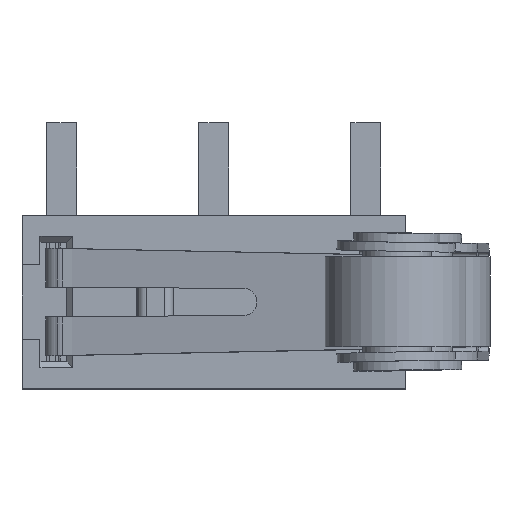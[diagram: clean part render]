
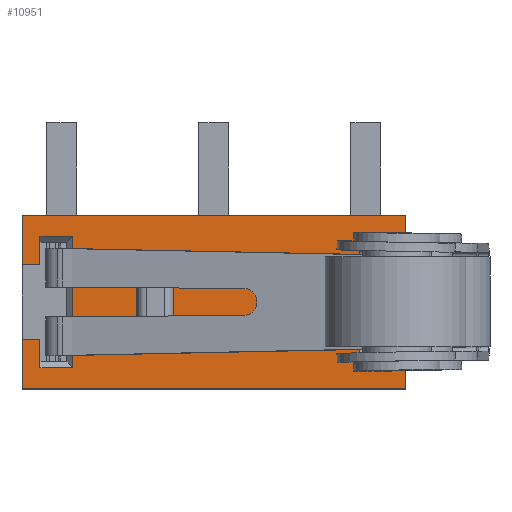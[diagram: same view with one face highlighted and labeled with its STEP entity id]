
A CAD part, top view. The second image highlights one B-rep face of the part: STEP entity #10951.
In plain terms, the highlighted planar face has unit normal (0, 0, 1).
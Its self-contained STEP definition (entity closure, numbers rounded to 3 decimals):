
#2242=ORIENTED_EDGE('',*,*,#4964,.T.);
#2243=ORIENTED_EDGE('',*,*,#4965,.T.);
#2244=ORIENTED_EDGE('',*,*,#4966,.T.);
#2245=ORIENTED_EDGE('',*,*,#4967,.T.);
#2246=ORIENTED_EDGE('',*,*,#4793,.T.);
#2247=ORIENTED_EDGE('',*,*,#4968,.T.);
#2248=ORIENTED_EDGE('',*,*,#4666,.T.);
#2249=ORIENTED_EDGE('',*,*,#4969,.T.);
#2250=ORIENTED_EDGE('',*,*,#4970,.T.);
#2251=ORIENTED_EDGE('',*,*,#4971,.T.);
#2252=ORIENTED_EDGE('',*,*,#4972,.T.);
#2253=ORIENTED_EDGE('',*,*,#4973,.T.);
#2254=ORIENTED_EDGE('',*,*,#4974,.T.);
#2255=ORIENTED_EDGE('',*,*,#4975,.T.);
#2256=ORIENTED_EDGE('',*,*,#4976,.T.);
#2257=ORIENTED_EDGE('',*,*,#4977,.T.);
#4666=EDGE_CURVE('',#6114,#6113,#7225,.T.);
#4793=EDGE_CURVE('',#6241,#6240,#7238,.T.);
#4964=EDGE_CURVE('',#6411,#6412,#7308,.T.);
#4965=EDGE_CURVE('',#6412,#6413,#7309,.T.);
#4966=EDGE_CURVE('',#6413,#6414,#7310,.T.);
#4967=EDGE_CURVE('',#6414,#6241,#7311,.T.);
#4968=EDGE_CURVE('',#6240,#6114,#7312,.T.);
#4969=EDGE_CURVE('',#6113,#6415,#7313,.T.);
#4970=EDGE_CURVE('',#6415,#6416,#7314,.T.);
#4971=EDGE_CURVE('',#6416,#6417,#7315,.T.);
#4972=EDGE_CURVE('',#6417,#6418,#7316,.T.);
#4973=EDGE_CURVE('',#6418,#6411,#7317,.T.);
#4974=EDGE_CURVE('',#6419,#6420,#7318,.T.);
#4975=EDGE_CURVE('',#6420,#6421,#7319,.T.);
#4976=EDGE_CURVE('',#6421,#6422,#7320,.T.);
#4977=EDGE_CURVE('',#6422,#6419,#7321,.T.);
#6113=VERTEX_POINT('',#18810);
#6114=VERTEX_POINT('',#18812);
#6240=VERTEX_POINT('',#19807);
#6241=VERTEX_POINT('',#19809);
#6411=VERTEX_POINT('',#20605);
#6412=VERTEX_POINT('',#20606);
#6413=VERTEX_POINT('',#20608);
#6414=VERTEX_POINT('',#20610);
#6415=VERTEX_POINT('',#20614);
#6416=VERTEX_POINT('',#20616);
#6417=VERTEX_POINT('',#20618);
#6418=VERTEX_POINT('',#20620);
#6419=VERTEX_POINT('',#20623);
#6420=VERTEX_POINT('',#20624);
#6421=VERTEX_POINT('',#20626);
#6422=VERTEX_POINT('',#20628);
#7225=LINE('',#18811,#8218);
#7238=LINE('',#19808,#8231);
#7308=LINE('',#20604,#8301);
#7309=LINE('',#20607,#8302);
#7310=LINE('',#20609,#8303);
#7311=LINE('',#20611,#8304);
#7312=LINE('',#20612,#8305);
#7313=LINE('',#20613,#8306);
#7314=LINE('',#20615,#8307);
#7315=LINE('',#20617,#8308);
#7316=LINE('',#20619,#8309);
#7317=LINE('',#20621,#8310);
#7318=LINE('',#20622,#8311);
#7319=LINE('',#20625,#8312);
#7320=LINE('',#20627,#8313);
#7321=LINE('',#20629,#8314);
#8218=VECTOR('',#16198,1000.);
#8231=VECTOR('',#16215,1000.);
#8301=VECTOR('',#16315,1000.);
#8302=VECTOR('',#16316,1000.);
#8303=VECTOR('',#16317,1000.);
#8304=VECTOR('',#16318,1000.);
#8305=VECTOR('',#16319,1000.);
#8306=VECTOR('',#16320,1000.);
#8307=VECTOR('',#16321,1000.);
#8308=VECTOR('',#16322,1000.);
#8309=VECTOR('',#16323,1000.);
#8310=VECTOR('',#16324,1000.);
#8311=VECTOR('',#16325,1000.);
#8312=VECTOR('',#16326,1000.);
#8313=VECTOR('',#16327,1000.);
#8314=VECTOR('',#16328,1000.);
#9090=EDGE_LOOP('',(#2242,#2243,#2244,#2245,#2246,#2247,#2248,#2249,#2250,
#2251,#2252,#2253));
#9091=EDGE_LOOP('',(#2254,#2255,#2256,#2257));
#9811=FACE_BOUND('',#9090,.T.);
#9812=FACE_BOUND('',#9091,.T.);
#10392=PLANE('',#14722);
#10951=ADVANCED_FACE('',(#9811,#9812),#10392,.T.);
#14722=AXIS2_PLACEMENT_3D('',#20603,#16313,#16314);
#16198=DIRECTION('',(-1.,0.,0.));
#16215=DIRECTION('',(1.,0.,0.));
#16313=DIRECTION('',(0.,0.,1.));
#16314=DIRECTION('',(1.,0.,0.));
#16315=DIRECTION('',(-1.,0.,0.));
#16316=DIRECTION('',(0.,1.,0.));
#16317=DIRECTION('',(-1.,0.,0.));
#16318=DIRECTION('',(0.,-1.,0.));
#16319=DIRECTION('',(0.,1.,0.));
#16320=DIRECTION('',(0.,-1.,0.));
#16321=DIRECTION('',(1.,0.,0.));
#16322=DIRECTION('',(0.,1.,0.));
#16323=DIRECTION('',(1.,0.,0.));
#16324=DIRECTION('',(0.,-1.,0.));
#16325=DIRECTION('',(0.,1.,0.));
#16326=DIRECTION('',(1.,0.,0.));
#16327=DIRECTION('',(0.,-1.,0.));
#16328=DIRECTION('',(-1.,0.,0.));
#18810=CARTESIAN_POINT('',(-6.4,2.9,3.6));
#18811=CARTESIAN_POINT('',(6.4,2.9,3.6));
#18812=CARTESIAN_POINT('',(6.4,2.9,3.6));
#19807=CARTESIAN_POINT('',(6.4,-2.9,3.6));
#19808=CARTESIAN_POINT('',(-6.4,-2.9,3.6));
#19809=CARTESIAN_POINT('',(-6.4,-2.9,3.6));
#20603=CARTESIAN_POINT('',(0.,0.,3.6));
#20604=CARTESIAN_POINT('',(0.,-2.2,3.6));
#20605=CARTESIAN_POINT('',(-4.7,-2.2,3.6));
#20606=CARTESIAN_POINT('',(-5.8,-2.2,3.6));
#20607=CARTESIAN_POINT('',(-5.8,-2.,3.6));
#20608=CARTESIAN_POINT('',(-5.8,-1.25,3.6));
#20609=CARTESIAN_POINT('',(-5.8,-1.25,3.6));
#20610=CARTESIAN_POINT('',(-6.4,-1.25,3.6));
#20611=CARTESIAN_POINT('',(-6.4,2.9,3.6));
#20612=CARTESIAN_POINT('',(6.4,-2.9,3.6));
#20613=CARTESIAN_POINT('',(-6.4,2.9,3.6));
#20614=CARTESIAN_POINT('',(-6.4,1.25,3.6));
#20615=CARTESIAN_POINT('',(-6.4,1.25,3.6));
#20616=CARTESIAN_POINT('',(-5.8,1.25,3.6));
#20617=CARTESIAN_POINT('',(-5.8,1.25,3.6));
#20618=CARTESIAN_POINT('',(-5.8,2.2,3.6));
#20619=CARTESIAN_POINT('',(0.,2.2,3.6));
#20620=CARTESIAN_POINT('',(-4.7,2.2,3.6));
#20621=CARTESIAN_POINT('',(-4.7,0.,3.6));
#20622=CARTESIAN_POINT('',(-2.575,-1.5,3.6));
#20623=CARTESIAN_POINT('',(-2.575,-1.5,3.6));
#20624=CARTESIAN_POINT('',(-2.575,1.5,3.6));
#20625=CARTESIAN_POINT('',(-2.575,1.5,3.6));
#20626=CARTESIAN_POINT('',(-1.325,1.5,3.6));
#20627=CARTESIAN_POINT('',(-1.325,1.5,3.6));
#20628=CARTESIAN_POINT('',(-1.325,-1.5,3.6));
#20629=CARTESIAN_POINT('',(-1.325,-1.5,3.6));
